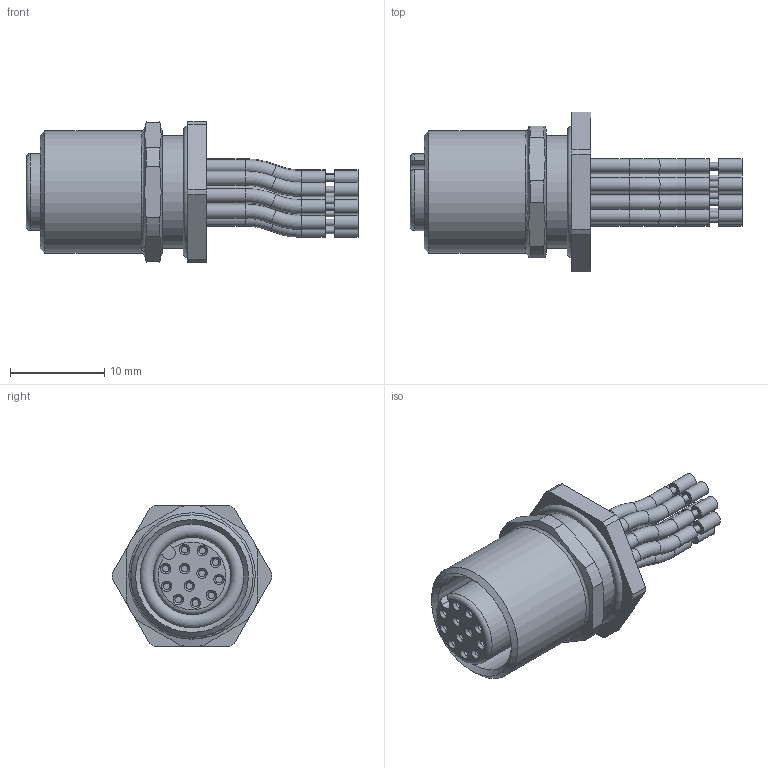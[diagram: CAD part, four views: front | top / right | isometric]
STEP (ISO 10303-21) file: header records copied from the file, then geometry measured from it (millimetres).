
FILE_DESCRIPTION(/* description */ (''),/* implementation_level */ '2;1');
FILE_NAME(/* name */ 'AL-FHM12KUA12-m_M12_S3525.stp',/* time_stamp */ '2019-01-10T15:55:47+01:00',/* author */ (''),/* organization */ (''),/* preprocessor_version */ 'ST-DEVELOPER v16',/* originating_system */ 'SIEMENS PLM Software NX 10.0',/* authorisation */ '');
FILE_SCHEMA (('AUTOMOTIVE_DESIGN { 1 0 10303 214 3 1 1 1 }'));
Length unit declared in the file: millimetre
Products named in the file (1): v.sh1DB06F713v28
Bounding box: 35.3 x 17 x 15 mm (x, y, z)
Volume: 2589.3 mm3; surface area: 3011.8 mm2
Topology: 3 solids, 3 shells, 192 faces, 383 edges, 245 vertices
Faces by surface type: cylinder 78, plane 69, torus 28, cone 17
Full cylindrical faces by diameter (mm): 0.7 x24, 1.5 x36, 11 x1, 12 x1, 13 x1, 14 x1
Entity records: 4278 total; most frequent: DIRECTION 802, CARTESIAN_POINT 722, ORIENTED_EDGE 488, AXIS2_PLACEMENT_3D 379, EDGE_LOOP 348, FACE_BOUND 296, EDGE_CURVE 244, VERTEX_POINT 216
